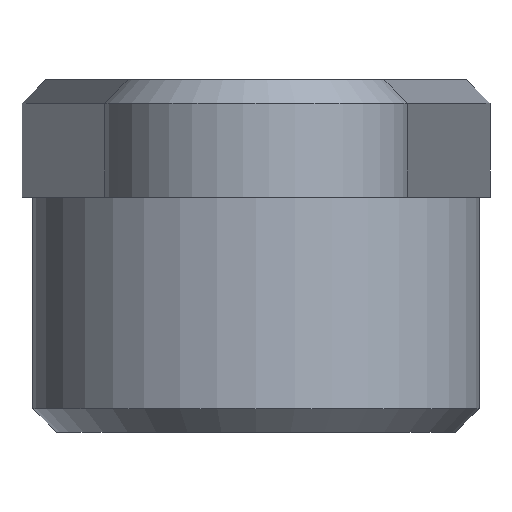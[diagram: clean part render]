
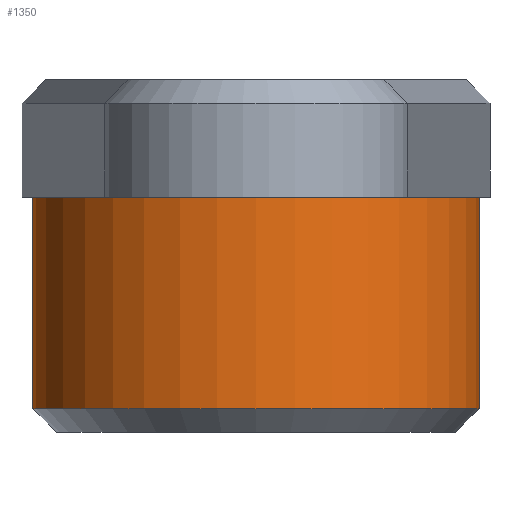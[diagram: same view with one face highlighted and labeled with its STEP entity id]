
A CAD part, front view. The second image highlights one B-rep face of the part: STEP entity #1350.
In plain terms, the highlighted cylindrical face has radius 4.75 mm (diameter 9.5 mm), a full revolution.
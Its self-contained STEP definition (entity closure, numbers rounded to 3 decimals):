
#15=CYLINDRICAL_SURFACE('',#1420,4.75);
#42=CIRCLE('',#1418,4.75);
#43=CIRCLE('',#1419,4.75);
#44=CIRCLE('',#1421,4.75);
#156=FACE_OUTER_BOUND('',#230,.T.);
#230=EDGE_LOOP('',(#1091,#1092,#1093,#1094,#1095));
#354=LINE('',#2337,#467);
#467=VECTOR('',#1625,4.75);
#633=VERTEX_POINT('',#2330);
#634=VERTEX_POINT('',#2331);
#635=VERTEX_POINT('',#2336);
#803=EDGE_CURVE('',#633,#634,#42,.T.);
#805=EDGE_CURVE('',#634,#633,#43,.T.);
#806=EDGE_CURVE('',#633,#635,#354,.T.);
#807=EDGE_CURVE('',#635,#635,#44,.T.);
#1091=ORIENTED_EDGE('',*,*,#803,.F.);
#1092=ORIENTED_EDGE('',*,*,#806,.T.);
#1093=ORIENTED_EDGE('',*,*,#807,.F.);
#1094=ORIENTED_EDGE('',*,*,#806,.F.);
#1095=ORIENTED_EDGE('',*,*,#805,.F.);
#1350=ADVANCED_FACE('',(#156),#15,.T.);
#1418=AXIS2_PLACEMENT_3D('',#2332,#1618,#1619);
#1419=AXIS2_PLACEMENT_3D('',#2334,#1621,#1622);
#1420=AXIS2_PLACEMENT_3D('',#2335,#1623,#1624);
#1421=AXIS2_PLACEMENT_3D('',#2338,#1626,#1627);
#1618=DIRECTION('center_axis',(0.,0.,-1.));
#1619=DIRECTION('ref_axis',(1.,0.,0.));
#1621=DIRECTION('center_axis',(0.,0.,-1.));
#1622=DIRECTION('ref_axis',(1.,0.,0.));
#1623=DIRECTION('center_axis',(0.,0.,-1.));
#1624=DIRECTION('ref_axis',(-1.,0.,0.));
#1625=DIRECTION('',(0.,0.,1.));
#1626=DIRECTION('center_axis',(0.,0.,1.));
#1627=DIRECTION('ref_axis',(-1.,0.,0.));
#2330=CARTESIAN_POINT('',(4.75,0.,-7.));
#2331=CARTESIAN_POINT('',(-4.75,0.,-7.));
#2332=CARTESIAN_POINT('Origin',(0.,0.,-7.));
#2334=CARTESIAN_POINT('Origin',(0.,0.,-7.));
#2335=CARTESIAN_POINT('Origin',(0.,0.,-2.5));
#2336=CARTESIAN_POINT('',(4.75,0.,-2.5));
#2337=CARTESIAN_POINT('',(4.75,0.,-2.5));
#2338=CARTESIAN_POINT('Origin',(0.,0.,-2.5));
